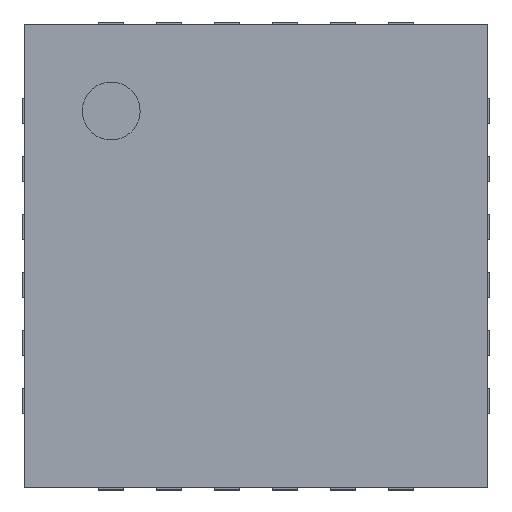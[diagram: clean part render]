
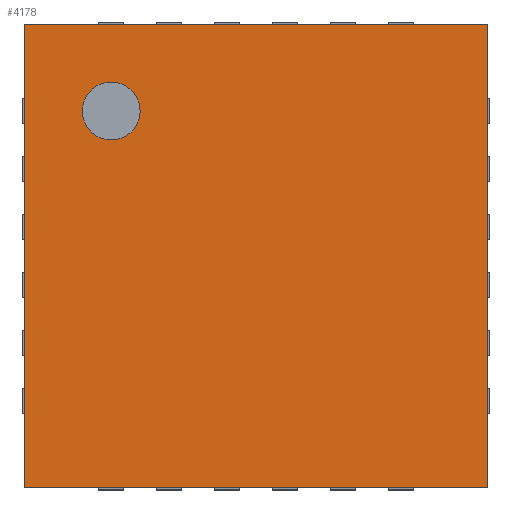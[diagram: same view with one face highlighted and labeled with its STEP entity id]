
A CAD part, top view. The second image highlights one B-rep face of the part: STEP entity #4178.
In plain terms, the highlighted planar face has unit normal (0, 0, 1).
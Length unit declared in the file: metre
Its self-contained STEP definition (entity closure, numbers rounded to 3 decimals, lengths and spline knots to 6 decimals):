
#109=CIRCLE('',#5686,0.00025);
#424=ORIENTED_EDGE('',*,*,#1602,.F.);
#425=ORIENTED_EDGE('',*,*,#1524,.F.);
#426=ORIENTED_EDGE('',*,*,#1561,.T.);
#427=ORIENTED_EDGE('',*,*,#1581,.T.);
#428=ORIENTED_EDGE('',*,*,#1584,.F.);
#1524=EDGE_CURVE('',#2128,#2129,#2485,.T.);
#1561=EDGE_CURVE('',#2128,#2153,#2522,.T.);
#1581=EDGE_CURVE('',#2153,#2166,#2542,.T.);
#1584=EDGE_CURVE('',#2129,#2166,#2545,.T.);
#1602=EDGE_CURVE('',#2179,#2179,#109,.T.);
#2128=VERTEX_POINT('',#7365);
#2129=VERTEX_POINT('',#7367);
#2153=VERTEX_POINT('',#7428);
#2166=VERTEX_POINT('',#7462);
#2179=VERTEX_POINT('',#7499);
#2485=LINE('',#7366,#2992);
#2522=LINE('',#7429,#3029);
#2542=LINE('',#7463,#3049);
#2545=LINE('',#7468,#3052);
#2992=VECTOR('',#6145,1.);
#3029=VECTOR('',#6184,1.);
#3049=VECTOR('',#6206,1.);
#3052=VECTOR('',#6211,1.);
#3398=EDGE_LOOP('',(#424));
#3399=EDGE_LOOP('',(#425,#426,#427,#428));
#3607=FACE_BOUND('',#3398,.T.);
#3608=FACE_BOUND('',#3399,.T.);
#3815=PLANE('',#5685);
#4178=ADVANCED_FACE('',(#3607,#3608),#3815,.T.);
#5685=AXIS2_PLACEMENT_3D('',#7497,#6229,#6230);
#5686=AXIS2_PLACEMENT_3D('',#7498,#6231,#6232);
#6145=DIRECTION('',(0.,-1.,0.));
#6184=DIRECTION('',(-1.,0.,0.));
#6206=DIRECTION('',(0.,-1.,0.));
#6211=DIRECTION('',(-1.,0.,0.));
#6229=DIRECTION('',(0.,0.,1.));
#6230=DIRECTION('',(1.,0.,0.));
#6231=DIRECTION('',(0.,0.,1.));
#6232=DIRECTION('',(1.,0.,0.));
#7365=CARTESIAN_POINT('',(0.002,0.002,0.001));
#7366=CARTESIAN_POINT('',(0.002,0.,0.001));
#7367=CARTESIAN_POINT('',(0.002,-0.002,0.001));
#7428=CARTESIAN_POINT('',(-0.002,0.002,0.001));
#7429=CARTESIAN_POINT('',(0.,0.002,0.001));
#7462=CARTESIAN_POINT('',(-0.002,-0.002,0.001));
#7463=CARTESIAN_POINT('',(-0.002,0.,0.001));
#7468=CARTESIAN_POINT('',(0.,-0.002,0.001));
#7497=CARTESIAN_POINT('',(0.,0.,0.001));
#7498=CARTESIAN_POINT('',(-0.00125,0.00125,0.001));
#7499=CARTESIAN_POINT('',(-0.001,0.00125,0.001));
